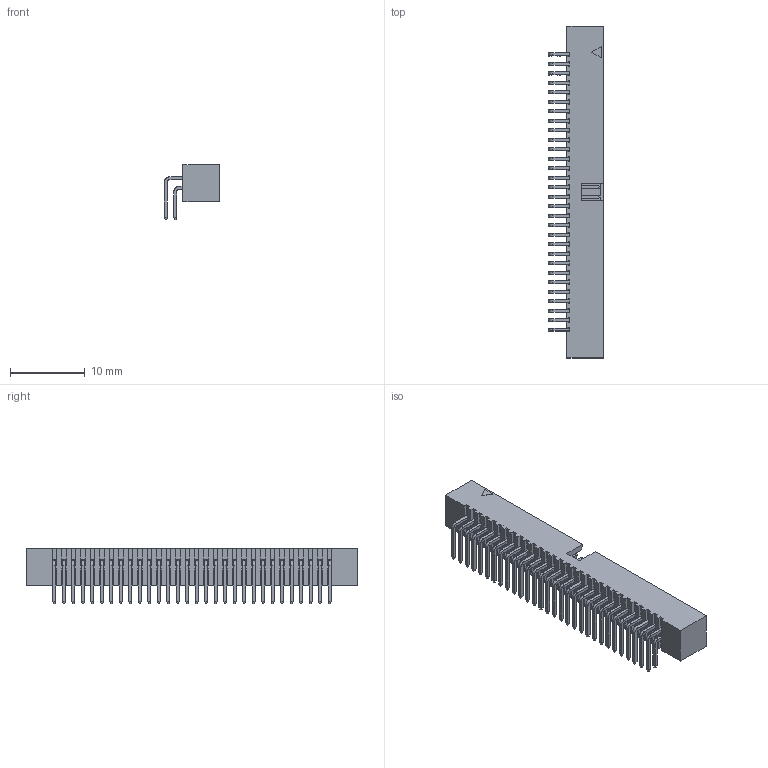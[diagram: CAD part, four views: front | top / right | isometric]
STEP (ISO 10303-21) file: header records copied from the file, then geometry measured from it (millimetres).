
FILE_DESCRIPTION(/* description */ ('Unknown'),/* implementation_level */ '2;1');
FILE_NAME(/* name */ 'J_Wurth_WR-BHD_62706021721',/* time_stamp */ '2025-05-20T09:28:22+08:00',/* author */ ('Unknown'),/* organization */ ('Unknown'),/* preprocessor_version */ 'ST-DEVELOPER v19.4',/* originating_system */ 'Solid Edge',/* authorisation */ 'Unknown');
FILE_SCHEMA (('AUTOMOTIVE_DESIGN {1 0 10303 214 3 1 1}'));
Products named in the file (2): J_Wurth_WR-BHD_62706021721
Assembly tree (1 placements, depth 2):
  J_Wurth_WR-BHD_62706021721
    J_Wurth_WR-BHD_62706021721
Bounding box: 7.37 x 44.45 x 7.46 mm (x, y, z)
Volume: 694.5 mm3; surface area: 2163.5 mm2
Topology: 1 solids, 1 shells, 1883 faces, 4736 edges, 2916 vertices
Faces by surface type: plane 1763, cylinder 120
Entity records: 67642 total; most frequent: CARTESIAN_POINT 9537, ORIENTED_EDGE 9472, DIRECTION 8746, EDGE_CURVE 4736, LINE 4496, VECTOR 4496, VERTEX_POINT 2916, AXIS2_PLACEMENT_3D 2125
